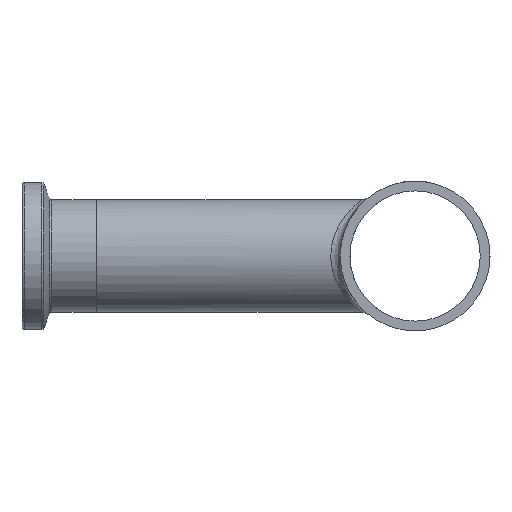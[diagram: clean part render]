
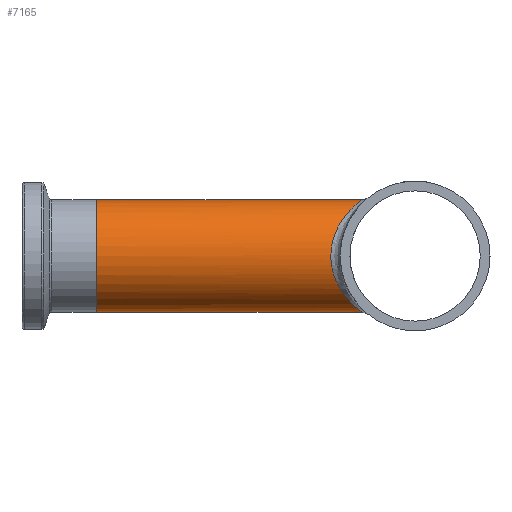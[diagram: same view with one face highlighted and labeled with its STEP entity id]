
A CAD part, left-side view. The second image highlights one B-rep face of the part: STEP entity #7165.
In plain terms, the highlighted cylindrical face has radius 9.525 mm (diameter 19.05 mm), a full revolution.
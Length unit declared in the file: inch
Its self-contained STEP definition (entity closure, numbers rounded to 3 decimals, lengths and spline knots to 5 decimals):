
#160=FACE_BOUND('',#1351,.T.);
#903=FACE_OUTER_BOUND('',#1350,.T.);
#1350=EDGE_LOOP('',(#6654));
#1351=EDGE_LOOP('',(#6655));
#2513=CIRCLE('',#7628,0.375);
#2831=B_SPLINE_CURVE_WITH_KNOTS('',3,(#15414,#15415,#15416,#15417,#15418,
#15419,#15420,#15421,#15422,#15423,#15424,#15425,#15426,#15427,#15428,#15429,
#15430,#15431,#15432,#15433,#15434,#15435),.UNSPECIFIED.,.T.,.F.,(4,1,1,
1,1,1,1,1,1,1,1,1,1,1,1,1,1,1,1,4),(0.,0.21698,0.43397,
0.86793,1.3019,1.51888,1.73586,2.02518,
2.6038,2.89311,3.18242,3.47173,3.90569,
4.33966,4.55664,4.77363,5.20759,5.64156,
5.85854,6.07553),.UNSPECIFIED.);
#3531=VERTEX_POINT('',#15300);
#3532=VERTEX_POINT('',#15412);
#4575=EDGE_CURVE('',#3531,#3531,#2513,.T.);
#4577=EDGE_CURVE('',#3532,#3532,#2831,.T.);
#6654=ORIENTED_EDGE('',*,*,#4575,.T.);
#6655=ORIENTED_EDGE('',*,*,#4577,.F.);
#6711=CYLINDRICAL_SURFACE('',#7630,0.375);
#7165=ADVANCED_FACE('',(#903,#160),#6711,.T.);
#7628=AXIS2_PLACEMENT_3D('',#15301,#9054,#9055);
#7630=AXIS2_PLACEMENT_3D('',#15436,#9058,#9059);
#9054=DIRECTION('center_axis',(0.,-1.,0.));
#9055=DIRECTION('ref_axis',(1.,0.,0.));
#9058=DIRECTION('center_axis',(0.,-1.,0.));
#9059=DIRECTION('ref_axis',(1.,0.,0.));
#15300=CARTESIAN_POINT('',(-0.375,2.125,0.));
#15301=CARTESIAN_POINT('Origin',(0.,2.125,0.));
#15412=CARTESIAN_POINT('',(0.,0.35355,0.375));
#15414=CARTESIAN_POINT('Ctrl Pts',(0.,0.35353,
0.375));
#15415=CARTESIAN_POINT('Ctrl Pts',(-0.02955,0.35353,
0.375));
#15416=CARTESIAN_POINT('Ctrl Pts',(-0.08863,0.36421,
0.36789));
#15417=CARTESIAN_POINT('Ctrl Pts',(-0.19301,0.41406,
0.32916));
#15418=CARTESIAN_POINT('Ctrl Pts',(-0.29821,0.49395,
0.24621));
#15419=CARTESIAN_POINT('Ctrl Pts',(-0.36435,0.55274,
0.11861));
#15420=CARTESIAN_POINT('Ctrl Pts',(-0.3785,0.56576,
-0.0001));
#15421=CARTESIAN_POINT('Ctrl Pts',(-0.36689,0.55492,
-0.09861));
#15422=CARTESIAN_POINT('Ctrl Pts',(-0.31072,0.50556,
-0.23163));
#15423=CARTESIAN_POINT('Ctrl Pts',(-0.20365,0.41743,
-0.32882));
#15424=CARTESIAN_POINT('Ctrl Pts',(-0.0613,0.35165,
-0.3764));
#15425=CARTESIAN_POINT('Ctrl Pts',(0.06119,0.35191,
-0.37639));
#15426=CARTESIAN_POINT('Ctrl Pts',(0.1862,0.40911,-0.33463));
#15427=CARTESIAN_POINT('Ctrl Pts',(0.2981,0.49373,
-0.24625));
#15428=CARTESIAN_POINT('Ctrl Pts',(0.36436,0.55282,
-0.11854));
#15429=CARTESIAN_POINT('Ctrl Pts',(0.37856,0.56574,
-0.00003));
#15430=CARTESIAN_POINT('Ctrl Pts',(0.36431,0.55275,
0.11858));
#15431=CARTESIAN_POINT('Ctrl Pts',(0.29823,0.49394,
0.24625));
#15432=CARTESIAN_POINT('Ctrl Pts',(0.19299,0.41406,0.32916));
#15433=CARTESIAN_POINT('Ctrl Pts',(0.08864,0.36421,
0.3679));
#15434=CARTESIAN_POINT('Ctrl Pts',(0.02955,0.35353,
0.375));
#15435=CARTESIAN_POINT('Ctrl Pts',(0.,0.35353,
0.375));
#15436=CARTESIAN_POINT('Origin',(0.,2.125,0.));
